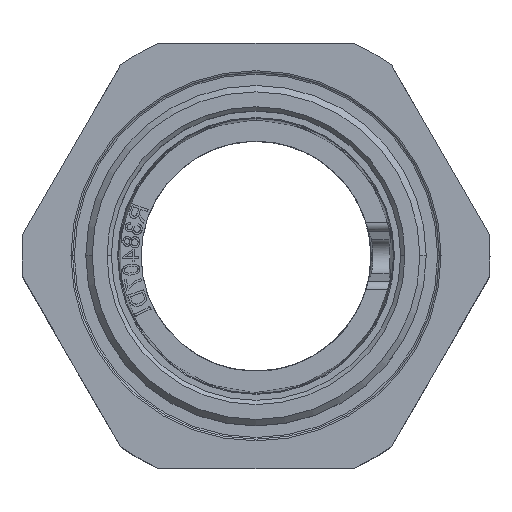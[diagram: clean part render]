
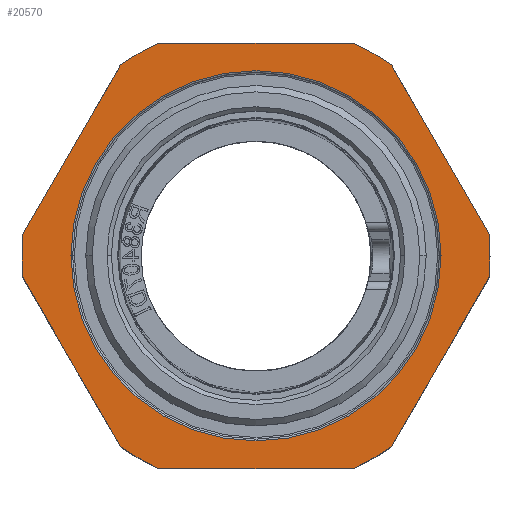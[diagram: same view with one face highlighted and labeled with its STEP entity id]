
A CAD part, top view. The second image highlights one B-rep face of the part: STEP entity #20570.
In plain terms, the highlighted planar face has unit normal (0, 0, 1).
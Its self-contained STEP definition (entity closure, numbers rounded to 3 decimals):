
#143 = ORIENTED_EDGE ( 'NONE', *, *, #14419, .T. ) ;
#186 = LINE ( 'NONE', #16431, #2962 ) ;
#465 = CIRCLE ( 'NONE', #15965, 27.5 ) ;
#575 = ORIENTED_EDGE ( 'NONE', *, *, #19961, .F. ) ;
#587 = ORIENTED_EDGE ( 'NONE', *, *, #14275, .T. ) ;
#640 = CARTESIAN_POINT ( 'NONE',  ( -27.5, 0., 21.4 ) ) ;
#693 = CARTESIAN_POINT ( 'NONE',  ( -14.434, 25., 21.4 ) ) ;
#756 = CARTESIAN_POINT ( 'NONE',  ( 27.379, -2.578, 21.4 ) ) ;
#857 = VECTOR ( 'NONE', #3974, 1000. ) ;
#1098 = ORIENTED_EDGE ( 'NONE', *, *, #1705, .F. ) ;
#1230 = DIRECTION ( 'NONE',  ( 1., 0., 0. ) ) ;
#1387 = LINE ( 'NONE', #8386, #3415 ) ;
#1583 = VERTEX_POINT ( 'NONE', #640 ) ;
#1598 = CARTESIAN_POINT ( 'NONE',  ( 15.922, 22.422, 21.4 ) ) ;
#1614 = VERTEX_POINT ( 'NONE', #10293 ) ;
#1634 = CARTESIAN_POINT ( 'NONE',  ( -21.75, 0., 21.4 ) ) ;
#1638 = ORIENTED_EDGE ( 'NONE', *, *, #10981, .T. ) ;
#1705 = EDGE_CURVE ( 'NONE', #6938, #2765, #8143, .T. ) ;
#1913 = CARTESIAN_POINT ( 'NONE',  ( 11.456, 25., 21.4 ) ) ;
#1992 = CARTESIAN_POINT ( 'NONE',  ( 14.434, -25., 21.4 ) ) ;
#2073 = AXIS2_PLACEMENT_3D ( 'NONE', #13359, #3569, #3641 ) ;
#2094 = CARTESIAN_POINT ( 'NONE',  ( 0., 0., 21.4 ) ) ;
#2102 = AXIS2_PLACEMENT_3D ( 'NONE', #2094, #19805, #5299 ) ;
#2141 = DIRECTION ( 'NONE',  ( 0.5, 0.866, 0. ) ) ;
#2206 = DIRECTION ( 'NONE',  ( 0., 0., -1. ) ) ;
#2207 = CIRCLE ( 'NONE', #2073, 27.5 ) ;
#2290 = FACE_OUTER_BOUND ( 'NONE', #6661, .T. ) ;
#2382 = CARTESIAN_POINT ( 'NONE',  ( -28.868, 0., 21.4 ) ) ;
#2463 = CARTESIAN_POINT ( 'NONE',  ( 0., 0., 21.4 ) ) ;
#2573 = ORIENTED_EDGE ( 'NONE', *, *, #3900, .F. ) ;
#2643 = CARTESIAN_POINT ( 'NONE',  ( 0., 0., 21.4 ) ) ;
#2761 = CARTESIAN_POINT ( 'NONE',  ( -27.379, -2.578, 21.4 ) ) ;
#2765 = VERTEX_POINT ( 'NONE', #5084 ) ;
#2903 = VERTEX_POINT ( 'NONE', #1634 ) ;
#2962 = VECTOR ( 'NONE', #16501, 1000. ) ;
#3008 = AXIS2_PLACEMENT_3D ( 'NONE', #7645, #14198, #14063 ) ;
#3099 = CIRCLE ( 'NONE', #11360, 27.5 ) ;
#3226 = PLANE ( 'NONE',  #10007 ) ;
#3246 = CARTESIAN_POINT ( 'NONE',  ( -15.922, 22.422, 21.4 ) ) ;
#3389 = CIRCLE ( 'NONE', #3008, 21.75 ) ;
#3415 = VECTOR ( 'NONE', #13456, 1000. ) ;
#3551 = CARTESIAN_POINT ( 'NONE',  ( 0., 0., 21.4 ) ) ;
#3569 = DIRECTION ( 'NONE',  ( 0., 0., -1. ) ) ;
#3641 = DIRECTION ( 'NONE',  ( 1., 0., 0. ) ) ;
#3900 = EDGE_CURVE ( 'NONE', #18614, #1583, #2207, .T. ) ;
#3974 = DIRECTION ( 'NONE',  ( 1., 0., 0. ) ) ;
#4226 = LINE ( 'NONE', #693, #4469 ) ;
#4469 = VECTOR ( 'NONE', #20316, 1000. ) ;
#4831 = CIRCLE ( 'NONE', #15752, 27.5 ) ;
#4835 = CIRCLE ( 'NONE', #10594, 21.75 ) ;
#4888 = DIRECTION ( 'NONE',  ( 0., 0., 1. ) ) ;
#5023 = LINE ( 'NONE', #2382, #6048 ) ;
#5048 = CARTESIAN_POINT ( 'NONE',  ( 0., 0., 21.4 ) ) ;
#5081 = CARTESIAN_POINT ( 'NONE',  ( 0., 0., 21.4 ) ) ;
#5084 = CARTESIAN_POINT ( 'NONE',  ( -15.922, -22.422, 21.4 ) ) ;
#5299 = DIRECTION ( 'NONE',  ( 1., 0., 0. ) ) ;
#5304 = EDGE_CURVE ( 'NONE', #6595, #13794, #1387, .T. ) ;
#5436 = CARTESIAN_POINT ( 'NONE',  ( -11.456, 25., 21.4 ) ) ;
#5467 = DIRECTION ( 'NONE',  ( 0., 0., -1. ) ) ;
#5471 = EDGE_CURVE ( 'NONE', #2903, #1614, #3389, .T. ) ;
#5694 = DIRECTION ( 'NONE',  ( 0., 0., -1. ) ) ;
#6001 = AXIS2_PLACEMENT_3D ( 'NONE', #5048, #17851, #12970 ) ;
#6048 = VECTOR ( 'NONE', #20462, 1000. ) ;
#6594 = FACE_BOUND ( 'NONE', #7028, .T. ) ;
#6595 = VERTEX_POINT ( 'NONE', #16759 ) ;
#6661 = EDGE_LOOP ( 'NONE', ( #12390, #575, #9058, #20809, #14152, #7301, #587, #19024, #20900, #17184, #2573, #143, #1098 ) ) ;
#6938 = VERTEX_POINT ( 'NONE', #16159 ) ;
#7028 = EDGE_LOOP ( 'NONE', ( #1638, #17955 ) ) ;
#7177 = EDGE_CURVE ( 'NONE', #1583, #12819, #3099, .T. ) ;
#7301 = ORIENTED_EDGE ( 'NONE', *, *, #7501, .F. ) ;
#7501 = EDGE_CURVE ( 'NONE', #13426, #13794, #11785, .T. ) ;
#7645 = CARTESIAN_POINT ( 'NONE',  ( 0., 0., 21.4 ) ) ;
#7753 = VERTEX_POINT ( 'NONE', #3246 ) ;
#8143 = CIRCLE ( 'NONE', #6001, 27.5 ) ;
#8386 = CARTESIAN_POINT ( 'NONE',  ( 28.868, 0., 21.4 ) ) ;
#9058 = ORIENTED_EDGE ( 'NONE', *, *, #9969, .T. ) ;
#9969 = EDGE_CURVE ( 'NONE', #19474, #11121, #17583, .T. ) ;
#10007 = AXIS2_PLACEMENT_3D ( 'NONE', #14655, #4888, #14514 ) ;
#10181 = CARTESIAN_POINT ( 'NONE',  ( 0., 0., 21.4 ) ) ;
#10293 = CARTESIAN_POINT ( 'NONE',  ( 21.75, 0., 21.4 ) ) ;
#10594 = AXIS2_PLACEMENT_3D ( 'NONE', #5081, #16490, #14984 ) ;
#10864 = AXIS2_PLACEMENT_3D ( 'NONE', #3551, #2206, #18226 ) ;
#10981 = EDGE_CURVE ( 'NONE', #1614, #2903, #4835, .T. ) ;
#11121 = VERTEX_POINT ( 'NONE', #756 ) ;
#11156 = VERTEX_POINT ( 'NONE', #12153 ) ;
#11360 = AXIS2_PLACEMENT_3D ( 'NONE', #10181, #5467, #16876 ) ;
#11543 = EDGE_CURVE ( 'NONE', #7753, #13094, #16572, .T. ) ;
#11785 = CIRCLE ( 'NONE', #2102, 27.5 ) ;
#12153 = CARTESIAN_POINT ( 'NONE',  ( 11.456, -25., 21.4 ) ) ;
#12315 = LINE ( 'NONE', #17160, #857 ) ;
#12390 = ORIENTED_EDGE ( 'NONE', *, *, #17382, .T. ) ;
#12819 = VERTEX_POINT ( 'NONE', #14288 ) ;
#12970 = DIRECTION ( 'NONE',  ( 1., 0., 0. ) ) ;
#13094 = VERTEX_POINT ( 'NONE', #5436 ) ;
#13359 = CARTESIAN_POINT ( 'NONE',  ( 0., 0., 21.4 ) ) ;
#13426 = VERTEX_POINT ( 'NONE', #1913 ) ;
#13456 = DIRECTION ( 'NONE',  ( -0.5, 0.866, 0. ) ) ;
#13794 = VERTEX_POINT ( 'NONE', #1598 ) ;
#13819 = VECTOR ( 'NONE', #2141, 1000. ) ;
#13889 = DIRECTION ( 'NONE',  ( 1., 0., 0. ) ) ;
#14063 = DIRECTION ( 'NONE',  ( 1., 0., 0. ) ) ;
#14124 = EDGE_CURVE ( 'NONE', #6595, #11121, #465, .T. ) ;
#14152 = ORIENTED_EDGE ( 'NONE', *, *, #5304, .T. ) ;
#14198 = DIRECTION ( 'NONE',  ( 0., 0., -1. ) ) ;
#14275 = EDGE_CURVE ( 'NONE', #13426, #13094, #186, .T. ) ;
#14288 = CARTESIAN_POINT ( 'NONE',  ( -27.379, 2.578, 21.4 ) ) ;
#14419 = EDGE_CURVE ( 'NONE', #18614, #2765, #5023, .T. ) ;
#14514 = DIRECTION ( 'NONE',  ( 1., 0., 0. ) ) ;
#14655 = CARTESIAN_POINT ( 'NONE',  ( 0., 0., 21.4 ) ) ;
#14984 = DIRECTION ( 'NONE',  ( 1., 0., 0. ) ) ;
#15752 = AXIS2_PLACEMENT_3D ( 'NONE', #2643, #17461, #1230 ) ;
#15965 = AXIS2_PLACEMENT_3D ( 'NONE', #2463, #5694, #13889 ) ;
#16159 = CARTESIAN_POINT ( 'NONE',  ( -11.456, -25., 21.4 ) ) ;
#16431 = CARTESIAN_POINT ( 'NONE',  ( 14.434, 25., 21.4 ) ) ;
#16444 = EDGE_CURVE ( 'NONE', #7753, #12819, #4226, .T. ) ;
#16490 = DIRECTION ( 'NONE',  ( 0., 0., -1. ) ) ;
#16501 = DIRECTION ( 'NONE',  ( -1., 0., 0. ) ) ;
#16572 = CIRCLE ( 'NONE', #10864, 27.5 ) ;
#16759 = CARTESIAN_POINT ( 'NONE',  ( 27.379, 2.578, 21.4 ) ) ;
#16876 = DIRECTION ( 'NONE',  ( 1., 0., 0. ) ) ;
#17160 = CARTESIAN_POINT ( 'NONE',  ( -14.434, -25., 21.4 ) ) ;
#17184 = ORIENTED_EDGE ( 'NONE', *, *, #7177, .F. ) ;
#17382 = EDGE_CURVE ( 'NONE', #6938, #11156, #12315, .T. ) ;
#17461 = DIRECTION ( 'NONE',  ( 0., 0., -1. ) ) ;
#17583 = LINE ( 'NONE', #1992, #13819 ) ;
#17851 = DIRECTION ( 'NONE',  ( 0., 0., -1. ) ) ;
#17955 = ORIENTED_EDGE ( 'NONE', *, *, #5471, .T. ) ;
#18226 = DIRECTION ( 'NONE',  ( 1., 0., 0. ) ) ;
#18614 = VERTEX_POINT ( 'NONE', #2761 ) ;
#19024 = ORIENTED_EDGE ( 'NONE', *, *, #11543, .F. ) ;
#19474 = VERTEX_POINT ( 'NONE', #20380 ) ;
#19805 = DIRECTION ( 'NONE',  ( 0., 0., -1. ) ) ;
#19961 = EDGE_CURVE ( 'NONE', #19474, #11156, #4831, .T. ) ;
#20316 = DIRECTION ( 'NONE',  ( -0.5, -0.866, 0. ) ) ;
#20380 = CARTESIAN_POINT ( 'NONE',  ( 15.922, -22.422, 21.4 ) ) ;
#20462 = DIRECTION ( 'NONE',  ( 0.5, -0.866, 0. ) ) ;
#20570 = ADVANCED_FACE ( 'NONE', ( #6594, #2290 ), #3226, .T. ) ;
#20809 = ORIENTED_EDGE ( 'NONE', *, *, #14124, .F. ) ;
#20900 = ORIENTED_EDGE ( 'NONE', *, *, #16444, .T. ) ;
